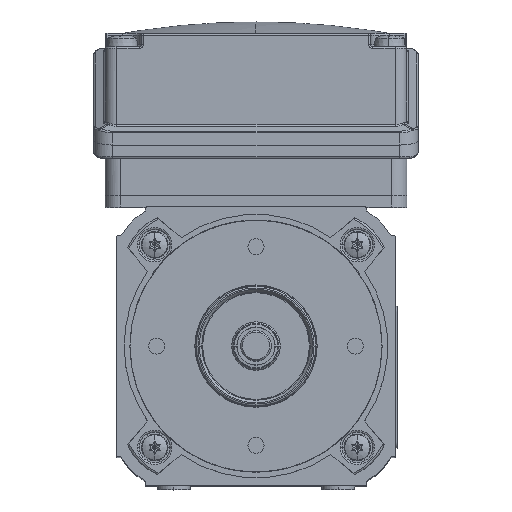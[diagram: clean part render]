
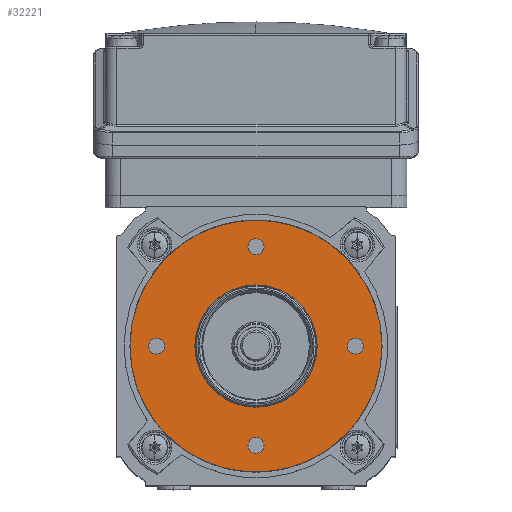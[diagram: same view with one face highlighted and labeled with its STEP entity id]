
A CAD part, top view. The second image highlights one B-rep face of the part: STEP entity #32221.
In plain terms, the highlighted planar face has unit normal (0, 0, 1).
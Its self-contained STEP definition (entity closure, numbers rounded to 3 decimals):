
#163 = CIRCLE ( 'NONE', #25717, 16. ) ;
#739 = VERTEX_POINT ( 'NONE', #5485 ) ;
#754 = CARTESIAN_POINT ( 'NONE',  ( 0., 0., 8. ) ) ;
#870 = AXIS2_PLACEMENT_3D ( 'NONE', #41301, #27495, #18202 ) ;
#1310 = CARTESIAN_POINT ( 'NONE',  ( 16., 0., 8. ) ) ;
#1551 = VERTEX_POINT ( 'NONE', #38241 ) ;
#1626 = CARTESIAN_POINT ( 'NONE',  ( 0., -26., 8. ) ) ;
#1675 = VERTEX_POINT ( 'NONE', #29371 ) ;
#1972 = AXIS2_PLACEMENT_3D ( 'NONE', #33387, #27570, #26927 ) ;
#2491 = DIRECTION ( 'NONE',  ( 1., 0., 0. ) ) ;
#2988 = CARTESIAN_POINT ( 'NONE',  ( 2.1, 26., 8. ) ) ;
#3336 = CARTESIAN_POINT ( 'NONE',  ( 0., 0., 8. ) ) ;
#3646 = CARTESIAN_POINT ( 'NONE',  ( 33., 0., 8. ) ) ;
#3819 = FACE_OUTER_BOUND ( 'NONE', #20514, .T. ) ;
#3971 = AXIS2_PLACEMENT_3D ( 'NONE', #1626, #30393, #40749 ) ;
#4815 = DIRECTION ( 'NONE',  ( 0., 0., 1. ) ) ;
#5109 = ORIENTED_EDGE ( 'NONE', *, *, #18290, .F. ) ;
#5384 = EDGE_CURVE ( 'Defeature ausgef�hrt3_489+Defeature ausgef�hrt3_28+Defeature ausgef�hrt3_28+Defeature ausgef�hrt3_28', #33323, #22369, #41647, .T. ) ;
#5485 = CARTESIAN_POINT ( 'NONE',  ( -33., 0., 8. ) ) ;
#5673 = CARTESIAN_POINT ( 'NONE',  ( 0., 0., 8. ) ) ;
#6052 = CIRCLE ( 'NONE', #3971, 2.1 ) ;
#6868 = CARTESIAN_POINT ( 'NONE',  ( 0., -26., 8. ) ) ;
#7366 = EDGE_LOOP ( 'NONE', ( #39370, #35328 ) ) ;
#7478 = VERTEX_POINT ( 'NONE', #27975 ) ;
#8287 = DIRECTION ( 'NONE',  ( 1., 0., 0. ) ) ;
#8383 = AXIS2_PLACEMENT_3D ( 'NONE', #6868, #19410, #36024 ) ;
#8581 = EDGE_CURVE ( 'Defeature ausgef�hrt3_491+Defeature ausgef�hrt3_28+Defeature ausgef�hrt3_28+Defeature ausgef�hrt3_28', #35530, #1551, #26149, .T. ) ;
#9327 = DIRECTION ( 'NONE',  ( 0., 0., -1. ) ) ;
#10293 = DIRECTION ( 'NONE',  ( 0., 0., -1. ) ) ;
#11430 = AXIS2_PLACEMENT_3D ( 'NONE', #32120, #35104, #2491 ) ;
#12033 = VERTEX_POINT ( 'NONE', #36802 ) ;
#13334 = CIRCLE ( 'NONE', #25701, 16. ) ;
#13426 = FACE_BOUND ( 'NONE', #30286, .T. ) ;
#13831 = FACE_BOUND ( 'NONE', #42752, .T. ) ;
#14072 = FACE_BOUND ( 'NONE', #31780, .T. ) ;
#15168 = DIRECTION ( 'NONE',  ( 0., 0., 1. ) ) ;
#15502 = CARTESIAN_POINT ( 'NONE',  ( 28.1, 0., 8. ) ) ;
#16359 = ORIENTED_EDGE ( 'NONE', *, *, #27758, .T. ) ;
#16361 = DIRECTION ( 'NONE',  ( -1., 0., 0. ) ) ;
#17479 = FACE_BOUND ( 'NONE', #7366, .T. ) ;
#17627 = ORIENTED_EDGE ( 'NONE', *, *, #18309, .F. ) ;
#18043 = CIRCLE ( 'NONE', #8383, 2.1 ) ;
#18202 = DIRECTION ( 'NONE',  ( -1., 0., 0. ) ) ;
#18290 = EDGE_CURVE ( 'Defeature ausgef�hrt3_487+Defeature ausgef�hrt3_28+Defeature ausgef�hrt3_28+Defeature ausgef�hrt3_28', #27964, #1675, #18043, .T. ) ;
#18309 = EDGE_CURVE ( 'Defeature ausgef�hrt3_485+Defeature ausgef�hrt3_28+Defeature ausgef�hrt3_28+Defeature ausgef�hrt3_28', #7478, #20027, #30472, .T. ) ;
#18635 = DIRECTION ( 'NONE',  ( -1., 0., 0. ) ) ;
#18950 = CIRCLE ( 'NONE', #23783, 2.1 ) ;
#19410 = DIRECTION ( 'NONE',  ( 0., 0., 1. ) ) ;
#20006 = DIRECTION ( 'NONE',  ( -1., 0., 0. ) ) ;
#20027 = VERTEX_POINT ( 'NONE', #27994 ) ;
#20514 = EDGE_LOOP ( 'NONE', ( #27716, #39343 ) ) ;
#20933 = EDGE_CURVE ( 'Defeature ausgef�hrt3_487+Defeature ausgef�hrt3_28+Defeature ausgef�hrt3_28+Defeature ausgef�hrt3_28', #1675, #27964, #6052, .T. ) ;
#21485 = AXIS2_PLACEMENT_3D ( 'NONE', #23481, #40531, #30409 ) ;
#22082 = ORIENTED_EDGE ( 'NONE', *, *, #35827, .F. ) ;
#22331 = VERTEX_POINT ( 'NONE', #1310 ) ;
#22369 = VERTEX_POINT ( 'NONE', #40430 ) ;
#23481 = CARTESIAN_POINT ( 'NONE',  ( -26., 0., 8. ) ) ;
#23783 = AXIS2_PLACEMENT_3D ( 'NONE', #24204, #15168, #38010 ) ;
#23915 = FACE_BOUND ( 'NONE', #39613, .T. ) ;
#24204 = CARTESIAN_POINT ( 'NONE',  ( -26., 0., 8. ) ) ;
#24828 = EDGE_CURVE ( 'Defeature ausgef�hrt3_489+Defeature ausgef�hrt3_28+Defeature ausgef�hrt3_28+Defeature ausgef�hrt3_28', #22369, #33323, #28937, .T. ) ;
#24868 = ORIENTED_EDGE ( 'NONE', *, *, #20933, .F. ) ;
#25077 = AXIS2_PLACEMENT_3D ( 'NONE', #40902, #4815, #8287 ) ;
#25256 = AXIS2_PLACEMENT_3D ( 'NONE', #5673, #29442, #18635 ) ;
#25701 = AXIS2_PLACEMENT_3D ( 'NONE', #3336, #10293, #16361 ) ;
#25717 = AXIS2_PLACEMENT_3D ( 'NONE', #754, #40311, #20006 ) ;
#26149 = CIRCLE ( 'NONE', #1972, 2.1 ) ;
#26927 = DIRECTION ( 'NONE',  ( 1., 0., 0. ) ) ;
#26974 = DIRECTION ( 'NONE',  ( -1., 0., 0. ) ) ;
#27495 = DIRECTION ( 'NONE',  ( 0., 0., -1. ) ) ;
#27570 = DIRECTION ( 'NONE',  ( 0., 0., 1. ) ) ;
#27716 = ORIENTED_EDGE ( 'NONE', *, *, #34297, .F. ) ;
#27758 = EDGE_CURVE ( 'Defeature ausgef�hrt3_28+Defeature ausgef�hrt3_29+Defeature ausgef�hrt3_29+Defeature ausgef�hrt3_29', #12033, #22331, #163, .T. ) ;
#27964 = VERTEX_POINT ( 'NONE', #41290 ) ;
#27975 = CARTESIAN_POINT ( 'NONE',  ( -23.9, 0., 8. ) ) ;
#27994 = CARTESIAN_POINT ( 'NONE',  ( -28.1, 0., 8. ) ) ;
#28937 = CIRCLE ( 'NONE', #41324, 2.1 ) ;
#29344 = CIRCLE ( 'NONE', #11430, 2.1 ) ;
#29348 = ORIENTED_EDGE ( 'NONE', *, *, #42379, .T. ) ;
#29371 = CARTESIAN_POINT ( 'NONE',  ( 2.1, -26., 8. ) ) ;
#29442 = DIRECTION ( 'NONE',  ( 0., 0., -1. ) ) ;
#30286 = EDGE_LOOP ( 'NONE', ( #42133, #22082 ) ) ;
#30393 = DIRECTION ( 'NONE',  ( 0., 0., 1. ) ) ;
#30409 = DIRECTION ( 'NONE',  ( 1., 0., 0. ) ) ;
#30472 = CIRCLE ( 'NONE', #21485, 2.1 ) ;
#31780 = EDGE_LOOP ( 'NONE', ( #17627, #42087 ) ) ;
#32120 = CARTESIAN_POINT ( 'NONE',  ( 0., 26., 8. ) ) ;
#32221 = ADVANCED_FACE ( 'Defeature ausgef�hrt3_28', ( #13426, #17479, #23915, #14072, #13831, #3819 ), #38920, .F. ) ;
#33323 = VERTEX_POINT ( 'NONE', #15502 ) ;
#33387 = CARTESIAN_POINT ( 'NONE',  ( 0., 26., 8. ) ) ;
#34297 = EDGE_CURVE ( 'Defeature ausgef�hrt3_35+Defeature ausgef�hrt3_28+Defeature ausgef�hrt3_28+Defeature ausgef�hrt3_28', #739, #41136, #34674, .T. ) ;
#34674 = CIRCLE ( 'NONE', #870, 33. ) ;
#35104 = DIRECTION ( 'NONE',  ( 0., 0., 1. ) ) ;
#35328 = ORIENTED_EDGE ( 'NONE', *, *, #24828, .F. ) ;
#35452 = EDGE_CURVE ( 'Defeature ausgef�hrt3_485+Defeature ausgef�hrt3_28+Defeature ausgef�hrt3_28+Defeature ausgef�hrt3_28', #20027, #7478, #18950, .T. ) ;
#35530 = VERTEX_POINT ( 'NONE', #2988 ) ;
#35827 = EDGE_CURVE ( 'Defeature ausgef�hrt3_491+Defeature ausgef�hrt3_28+Defeature ausgef�hrt3_28+Defeature ausgef�hrt3_28', #1551, #35530, #29344, .T. ) ;
#36024 = DIRECTION ( 'NONE',  ( 1., 0., 0. ) ) ;
#36802 = CARTESIAN_POINT ( 'NONE',  ( -16., 0., 8. ) ) ;
#36892 = CARTESIAN_POINT ( 'NONE',  ( 0., -44.172, 8. ) ) ;
#37274 = AXIS2_PLACEMENT_3D ( 'NONE', #36892, #9327, #26974 ) ;
#37570 = EDGE_CURVE ( 'Defeature ausgef�hrt3_35+Defeature ausgef�hrt3_28+Defeature ausgef�hrt3_28+Defeature ausgef�hrt3_28', #41136, #739, #39786, .T. ) ;
#38010 = DIRECTION ( 'NONE',  ( 1., 0., 0. ) ) ;
#38241 = CARTESIAN_POINT ( 'NONE',  ( -2.1, 26., 8. ) ) ;
#38920 = PLANE ( 'NONE',  #37274 ) ;
#39343 = ORIENTED_EDGE ( 'NONE', *, *, #37570, .F. ) ;
#39370 = ORIENTED_EDGE ( 'NONE', *, *, #5384, .F. ) ;
#39613 = EDGE_LOOP ( 'NONE', ( #24868, #5109 ) ) ;
#39786 = CIRCLE ( 'NONE', #25256, 33. ) ;
#40311 = DIRECTION ( 'NONE',  ( 0., 0., -1. ) ) ;
#40430 = CARTESIAN_POINT ( 'NONE',  ( 23.9, 0., 8. ) ) ;
#40531 = DIRECTION ( 'NONE',  ( 0., 0., 1. ) ) ;
#40749 = DIRECTION ( 'NONE',  ( 1., 0., 0. ) ) ;
#40902 = CARTESIAN_POINT ( 'NONE',  ( 26., 0., 8. ) ) ;
#41093 = DIRECTION ( 'NONE',  ( 0., 0., 1. ) ) ;
#41136 = VERTEX_POINT ( 'NONE', #3646 ) ;
#41290 = CARTESIAN_POINT ( 'NONE',  ( -2.1, -26., 8. ) ) ;
#41301 = CARTESIAN_POINT ( 'NONE',  ( 0., 0., 8. ) ) ;
#41324 = AXIS2_PLACEMENT_3D ( 'NONE', #41529, #41093, #41729 ) ;
#41529 = CARTESIAN_POINT ( 'NONE',  ( 26., 0., 8. ) ) ;
#41647 = CIRCLE ( 'NONE', #25077, 2.1 ) ;
#41729 = DIRECTION ( 'NONE',  ( 1., 0., 0. ) ) ;
#42087 = ORIENTED_EDGE ( 'NONE', *, *, #35452, .F. ) ;
#42133 = ORIENTED_EDGE ( 'NONE', *, *, #8581, .F. ) ;
#42379 = EDGE_CURVE ( 'Defeature ausgef�hrt3_28+Defeature ausgef�hrt3_29+Defeature ausgef�hrt3_29+Defeature ausgef�hrt3_29', #22331, #12033, #13334, .T. ) ;
#42752 = EDGE_LOOP ( 'NONE', ( #16359, #29348 ) ) ;
